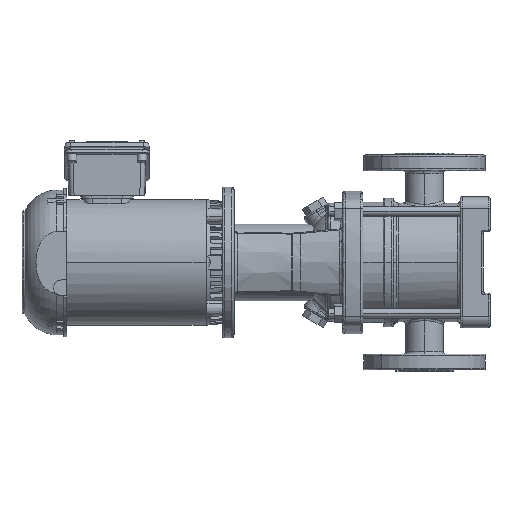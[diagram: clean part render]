
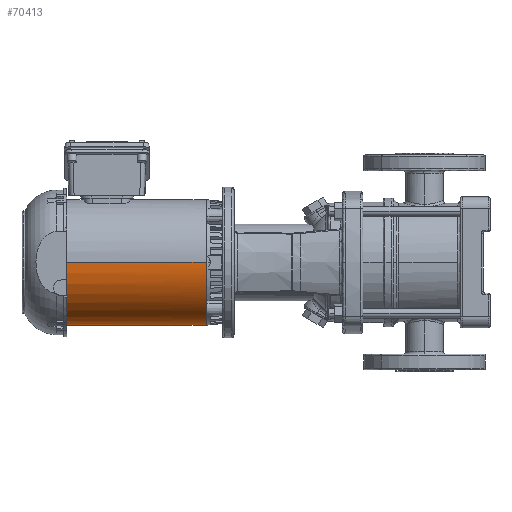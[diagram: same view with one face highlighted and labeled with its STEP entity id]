
A CAD part, left-side view. The second image highlights one B-rep face of the part: STEP entity #70413.
In plain terms, the highlighted cylindrical face has radius 71.875 mm (diameter 143.75 mm), a partial arc.
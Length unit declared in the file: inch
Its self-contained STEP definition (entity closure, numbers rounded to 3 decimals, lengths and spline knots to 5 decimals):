
#4962 = EDGE_LOOP ( 'NONE', ( #94529, #51604, #26971, #52749 ) ) ;
#6938 = CARTESIAN_POINT ( 'NONE',  ( 18.64316, 0., 0. ) ) ;
#9374 = CIRCLE ( 'NONE', #32942, 2.82972 ) ;
#10484 = DIRECTION ( 'NONE',  ( -1., 0., 0. ) ) ;
#13496 = EDGE_CURVE ( 'NONE', #35346, #52830, #48257, .T. ) ;
#15434 = DIRECTION ( 'NONE',  ( 0., 0., 1. ) ) ;
#20383 = VERTEX_POINT ( 'NONE', #61063 ) ;
#21352 = EDGE_CURVE ( 'NONE', #69839, #52830, #9374, .T. ) ;
#25636 = EDGE_CURVE ( 'NONE', #20383, #35346, #38080, .T. ) ;
#26971 = ORIENTED_EDGE ( 'NONE', *, *, #13496, .T. ) ;
#29919 = DIRECTION ( 'NONE',  ( -1., 0., 0. ) ) ;
#31675 = AXIS2_PLACEMENT_3D ( 'NONE', #82129, #29919, #73674 ) ;
#32942 = AXIS2_PLACEMENT_3D ( 'NONE', #65148, #57684, #15434 ) ;
#35346 = VERTEX_POINT ( 'NONE', #38138 ) ;
#36427 = EDGE_CURVE ( 'NONE', #20383, #69839, #98171, .T. ) ;
#37241 = FACE_OUTER_BOUND ( 'NONE', #4962, .T. ) ;
#38080 = CIRCLE ( 'NONE', #31675, 2.82972 ) ;
#38138 = CARTESIAN_POINT ( 'NONE',  ( 0., -2.82972, 0. ) ) ;
#48257 = LINE ( 'NONE', #78571, #57639 ) ;
#49513 = AXIS2_PLACEMENT_3D ( 'NONE', #6938, #80516, #81003 ) ;
#50678 = CYLINDRICAL_SURFACE ( 'NONE', #49513, 2.82972 ) ;
#51604 = ORIENTED_EDGE ( 'NONE', *, *, #25636, .T. ) ;
#52749 = ORIENTED_EDGE ( 'NONE', *, *, #21352, .F. ) ;
#52830 = VERTEX_POINT ( 'NONE', #89460 ) ;
#57639 = VECTOR ( 'NONE', #10484, 39.37008 ) ;
#57684 = DIRECTION ( 'NONE',  ( -1., 0., 0. ) ) ;
#61063 = CARTESIAN_POINT ( 'NONE',  ( 0., 0., -2.82972 ) ) ;
#65148 = CARTESIAN_POINT ( 'NONE',  ( -6.29921, 0., 0. ) ) ;
#69839 = VERTEX_POINT ( 'NONE', #93344 ) ;
#70413 = ADVANCED_FACE ( 'NONE', ( #37241 ), #50678, .T. ) ;
#71797 = VECTOR ( 'NONE', #83740, 39.37008 ) ;
#73674 = DIRECTION ( 'NONE',  ( 0., 0., 1. ) ) ;
#78571 = CARTESIAN_POINT ( 'NONE',  ( 18.64316, -2.82972, 0. ) ) ;
#80516 = DIRECTION ( 'NONE',  ( -1., 0., 0. ) ) ;
#81003 = DIRECTION ( 'NONE',  ( 0., 0., 1. ) ) ;
#82129 = CARTESIAN_POINT ( 'NONE',  ( 0., 0., 0. ) ) ;
#83740 = DIRECTION ( 'NONE',  ( -1., 0., 0. ) ) ;
#84233 = CARTESIAN_POINT ( 'NONE',  ( 18.64316, 0., -2.82972 ) ) ;
#89460 = CARTESIAN_POINT ( 'NONE',  ( -6.29921, -2.82972, 0. ) ) ;
#93344 = CARTESIAN_POINT ( 'NONE',  ( -6.29921, 0., -2.82972 ) ) ;
#94529 = ORIENTED_EDGE ( 'NONE', *, *, #36427, .F. ) ;
#98171 = LINE ( 'NONE', #84233, #71797 ) ;
